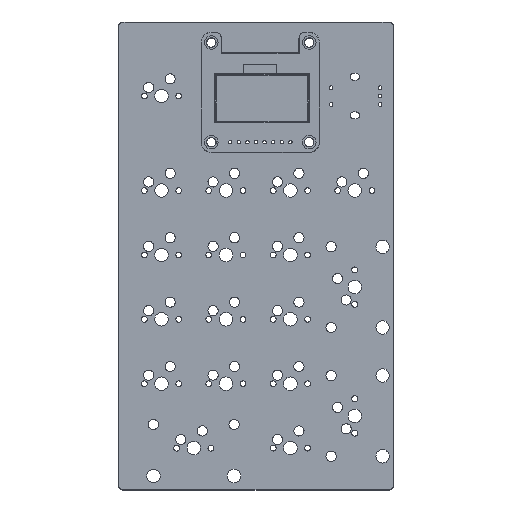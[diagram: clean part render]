
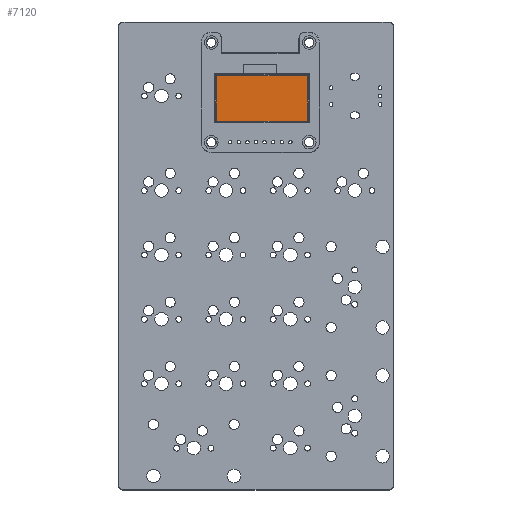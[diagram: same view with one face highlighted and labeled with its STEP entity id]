
A CAD part, top view. The second image highlights one B-rep face of the part: STEP entity #7120.
In plain terms, the highlighted planar face has unit normal (0, 0, 1).
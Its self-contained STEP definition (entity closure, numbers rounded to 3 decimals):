
#6612 = PLANE('',#6613);
#6613 = AXIS2_PLACEMENT_3D('',#6614,#6615,#6616);
#6614 = CARTESIAN_POINT('',(21.98,-19.68,2.9));
#6615 = DIRECTION('',(1.,0.,0.));
#6616 = DIRECTION('',(0.,0.,1.));
#6710 = PLANE('',#6711);
#6711 = AXIS2_PLACEMENT_3D('',#6712,#6713,#6714);
#6712 = CARTESIAN_POINT('',(-5.2,-19.68,2.9));
#6713 = DIRECTION('',(0.,1.,0.));
#6714 = DIRECTION('',(0.,0.,1.));
#6875 = PLANE('',#6876);
#6876 = AXIS2_PLACEMENT_3D('',#6877,#6878,#6879);
#6877 = CARTESIAN_POINT('',(-5.2,-6.2,2.9));
#6878 = DIRECTION('',(0.,1.,0.));
#6879 = DIRECTION('',(0.,0.,1.));
#6906 = PLANE('',#6907);
#6907 = AXIS2_PLACEMENT_3D('',#6908,#6909,#6910);
#6908 = CARTESIAN_POINT('',(-5.2,-19.68,2.9));
#6909 = DIRECTION('',(1.,0.,0.));
#6910 = DIRECTION('',(0.,0.,1.));
#6924 = VERTEX_POINT('',#6925);
#6925 = CARTESIAN_POINT('',(21.98,-19.68,2.9));
#6946 = EDGE_CURVE('',#6924,#6947,#6949,.T.);
#6947 = VERTEX_POINT('',#6948);
#6948 = CARTESIAN_POINT('',(21.98,-6.2,2.9));
#6949 = SURFACE_CURVE('',#6950,(#6954,#6961),.PCURVE_S1.);
#6950 = LINE('',#6951,#6952);
#6951 = CARTESIAN_POINT('',(21.98,-19.68,2.9));
#6952 = VECTOR('',#6953,1.);
#6953 = DIRECTION('',(0.,1.,0.));
#6954 = PCURVE('',#6612,#6955);
#6955 = DEFINITIONAL_REPRESENTATION('',(#6956),#6960);
#6956 = LINE('',#6957,#6958);
#6957 = CARTESIAN_POINT('',(0.,0.));
#6958 = VECTOR('',#6959,1.);
#6959 = DIRECTION('',(0.,-1.));
#6960 = ( GEOMETRIC_REPRESENTATION_CONTEXT(2) 
PARAMETRIC_REPRESENTATION_CONTEXT() REPRESENTATION_CONTEXT('2D SPACE',''
  ) );
#6961 = PCURVE('',#6962,#6967);
#6962 = PLANE('',#6963);
#6963 = AXIS2_PLACEMENT_3D('',#6964,#6965,#6966);
#6964 = CARTESIAN_POINT('',(-5.2,-19.68,2.9));
#6965 = DIRECTION('',(0.,0.,1.));
#6966 = DIRECTION('',(1.,0.,0.));
#6967 = DEFINITIONAL_REPRESENTATION('',(#6968),#6972);
#6968 = LINE('',#6969,#6970);
#6969 = CARTESIAN_POINT('',(27.18,0.));
#6970 = VECTOR('',#6971,1.);
#6971 = DIRECTION('',(0.,1.));
#6972 = ( GEOMETRIC_REPRESENTATION_CONTEXT(2) 
PARAMETRIC_REPRESENTATION_CONTEXT() REPRESENTATION_CONTEXT('2D SPACE',''
  ) );
#7000 = EDGE_CURVE('',#7001,#6924,#7003,.T.);
#7001 = VERTEX_POINT('',#7002);
#7002 = CARTESIAN_POINT('',(-5.2,-19.68,2.9));
#7003 = SURFACE_CURVE('',#7004,(#7008,#7015),.PCURVE_S1.);
#7004 = LINE('',#7005,#7006);
#7005 = CARTESIAN_POINT('',(-5.2,-19.68,2.9));
#7006 = VECTOR('',#7007,1.);
#7007 = DIRECTION('',(1.,0.,0.));
#7008 = PCURVE('',#6710,#7009);
#7009 = DEFINITIONAL_REPRESENTATION('',(#7010),#7014);
#7010 = LINE('',#7011,#7012);
#7011 = CARTESIAN_POINT('',(0.,0.));
#7012 = VECTOR('',#7013,1.);
#7013 = DIRECTION('',(0.,1.));
#7014 = ( GEOMETRIC_REPRESENTATION_CONTEXT(2) 
PARAMETRIC_REPRESENTATION_CONTEXT() REPRESENTATION_CONTEXT('2D SPACE',''
  ) );
#7015 = PCURVE('',#6962,#7016);
#7016 = DEFINITIONAL_REPRESENTATION('',(#7017),#7021);
#7017 = LINE('',#7018,#7019);
#7018 = CARTESIAN_POINT('',(0.,0.));
#7019 = VECTOR('',#7020,1.);
#7020 = DIRECTION('',(1.,0.));
#7021 = ( GEOMETRIC_REPRESENTATION_CONTEXT(2) 
PARAMETRIC_REPRESENTATION_CONTEXT() REPRESENTATION_CONTEXT('2D SPACE',''
  ) );
#7049 = EDGE_CURVE('',#7050,#6947,#7052,.T.);
#7050 = VERTEX_POINT('',#7051);
#7051 = CARTESIAN_POINT('',(-5.2,-6.2,2.9));
#7052 = SURFACE_CURVE('',#7053,(#7057,#7064),.PCURVE_S1.);
#7053 = LINE('',#7054,#7055);
#7054 = CARTESIAN_POINT('',(-5.2,-6.2,2.9));
#7055 = VECTOR('',#7056,1.);
#7056 = DIRECTION('',(1.,0.,0.));
#7057 = PCURVE('',#6875,#7058);
#7058 = DEFINITIONAL_REPRESENTATION('',(#7059),#7063);
#7059 = LINE('',#7060,#7061);
#7060 = CARTESIAN_POINT('',(0.,0.));
#7061 = VECTOR('',#7062,1.);
#7062 = DIRECTION('',(0.,1.));
#7063 = ( GEOMETRIC_REPRESENTATION_CONTEXT(2) 
PARAMETRIC_REPRESENTATION_CONTEXT() REPRESENTATION_CONTEXT('2D SPACE',''
  ) );
#7064 = PCURVE('',#6962,#7065);
#7065 = DEFINITIONAL_REPRESENTATION('',(#7066),#7070);
#7066 = LINE('',#7067,#7068);
#7067 = CARTESIAN_POINT('',(0.,13.48));
#7068 = VECTOR('',#7069,1.);
#7069 = DIRECTION('',(1.,0.));
#7070 = ( GEOMETRIC_REPRESENTATION_CONTEXT(2) 
PARAMETRIC_REPRESENTATION_CONTEXT() REPRESENTATION_CONTEXT('2D SPACE',''
  ) );
#7098 = EDGE_CURVE('',#7001,#7050,#7099,.T.);
#7099 = SURFACE_CURVE('',#7100,(#7104,#7111),.PCURVE_S1.);
#7100 = LINE('',#7101,#7102);
#7101 = CARTESIAN_POINT('',(-5.2,-19.68,2.9));
#7102 = VECTOR('',#7103,1.);
#7103 = DIRECTION('',(0.,1.,0.));
#7104 = PCURVE('',#6906,#7105);
#7105 = DEFINITIONAL_REPRESENTATION('',(#7106),#7110);
#7106 = LINE('',#7107,#7108);
#7107 = CARTESIAN_POINT('',(0.,0.));
#7108 = VECTOR('',#7109,1.);
#7109 = DIRECTION('',(0.,-1.));
#7110 = ( GEOMETRIC_REPRESENTATION_CONTEXT(2) 
PARAMETRIC_REPRESENTATION_CONTEXT() REPRESENTATION_CONTEXT('2D SPACE',''
  ) );
#7111 = PCURVE('',#6962,#7112);
#7112 = DEFINITIONAL_REPRESENTATION('',(#7113),#7117);
#7113 = LINE('',#7114,#7115);
#7114 = CARTESIAN_POINT('',(0.,0.));
#7115 = VECTOR('',#7116,1.);
#7116 = DIRECTION('',(0.,1.));
#7117 = ( GEOMETRIC_REPRESENTATION_CONTEXT(2) 
PARAMETRIC_REPRESENTATION_CONTEXT() REPRESENTATION_CONTEXT('2D SPACE',''
  ) );
#7120 = ADVANCED_FACE('',(#7121),#6962,.T.);
#7121 = FACE_BOUND('',#7122,.T.);
#7122 = EDGE_LOOP('',(#7123,#7124,#7125,#7126));
#7123 = ORIENTED_EDGE('',*,*,#7098,.F.);
#7124 = ORIENTED_EDGE('',*,*,#7000,.T.);
#7125 = ORIENTED_EDGE('',*,*,#6946,.T.);
#7126 = ORIENTED_EDGE('',*,*,#7049,.F.);
